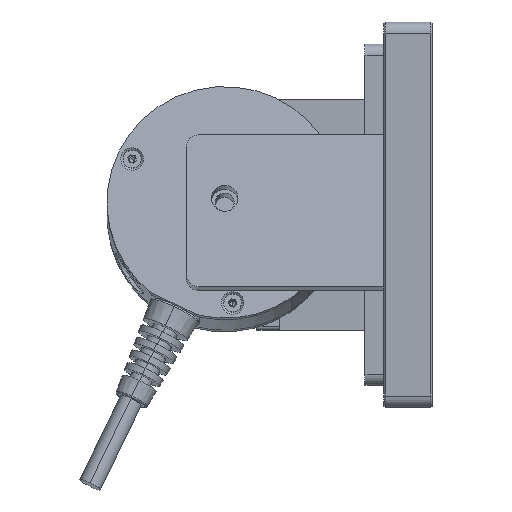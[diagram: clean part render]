
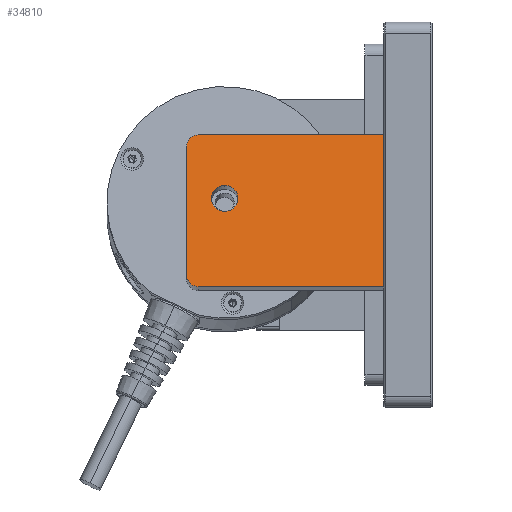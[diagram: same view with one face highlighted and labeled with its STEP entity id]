
A CAD part, left-side view. The second image highlights one B-rep face of the part: STEP entity #34810.
In plain terms, the highlighted face is planar.
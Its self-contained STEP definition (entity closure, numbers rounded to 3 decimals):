
#425 = VECTOR ( 'NONE', #4182, 1000. ) ;
#1131 = DIRECTION ( 'NONE',  ( -0.985, 0., 0.174 ) ) ;
#1329 = DIRECTION ( 'NONE',  ( 0.174, 0., 0.985 ) ) ;
#1601 = CARTESIAN_POINT ( 'NONE',  ( 0.843, 42., 23.944 ) ) ;
#2827 = PLANE ( 'NONE',  #20725 ) ;
#2977 = AXIS2_PLACEMENT_3D ( 'NONE', #27857, #19293, #22278 ) ;
#3792 = CARTESIAN_POINT ( 'NONE',  ( 18.087, 52., 20.903 ) ) ;
#4182 = DIRECTION ( 'NONE',  ( 0.985, 0., -0.174 ) ) ;
#4831 = VECTOR ( 'NONE', #17463, 1000. ) ;
#5127 = VECTOR ( 'NONE', #11261, 1000. ) ;
#5179 = AXIS2_PLACEMENT_3D ( 'NONE', #29905, #21698, #1131 ) ;
#5458 = LINE ( 'NONE', #16887, #5127 ) ;
#6123 = VERTEX_POINT ( 'NONE', #1601 ) ;
#6424 = VECTOR ( 'NONE', #30967, 1000. ) ;
#7997 = EDGE_CURVE ( 'NONE', #25365, #25364, #30158, .T. ) ;
#8320 = EDGE_CURVE ( 'NONE', #17475, #33606, #5458, .T. ) ;
#9053 = EDGE_CURVE ( 'NONE', #9767, #11486, #36776, .T. ) ;
#9365 = DIRECTION ( 'NONE',  ( 0.985, 0., -0.174 ) ) ;
#9520 = CIRCLE ( 'NONE', #2977, 3.5 ) ;
#9767 = VERTEX_POINT ( 'NONE', #26610 ) ;
#9833 = CARTESIAN_POINT ( 'NONE',  ( 21.042, 0., 20.382 ) ) ;
#10843 = FACE_BOUND ( 'NONE', #28805, .T. ) ;
#11261 = DIRECTION ( 'NONE',  ( 0.985, 0., -0.174 ) ) ;
#11486 = VERTEX_POINT ( 'NONE', #3792 ) ;
#14543 = LINE ( 'NONE', #22405, #6424 ) ;
#15225 = EDGE_CURVE ( 'NONE', #6123, #23252, #27035, .T. ) ;
#16138 = EDGE_LOOP ( 'NONE', ( #22795, #36804, #16314, #30666, #30839, #23358 ) ) ;
#16314 = ORIENTED_EDGE ( 'NONE', *, *, #36737, .T. ) ;
#16887 = CARTESIAN_POINT ( 'NONE',  ( 4.12, 0., 23.366 ) ) ;
#17463 = DIRECTION ( 'NONE',  ( 0., -1., 0. ) ) ;
#17475 = VERTEX_POINT ( 'NONE', #20288 ) ;
#17843 = CARTESIAN_POINT ( 'NONE',  ( 21.042, 52., 20.382 ) ) ;
#18728 = EDGE_CURVE ( 'NONE', #25365, #11486, #27699, .T. ) ;
#18849 = AXIS2_PLACEMENT_3D ( 'NONE', #29731, #1329, #21530 ) ;
#19226 = CARTESIAN_POINT ( 'NONE',  ( 7.737, 42., 22.728 ) ) ;
#19293 = DIRECTION ( 'NONE',  ( 0.174, 0., 0.985 ) ) ;
#20288 = CARTESIAN_POINT ( 'NONE',  ( -18.958, 0., 27.435 ) ) ;
#20725 = AXIS2_PLACEMENT_3D ( 'NONE', #25434, #33482, #22459 ) ;
#21530 = DIRECTION ( 'NONE',  ( -0.985, 0., 0.174 ) ) ;
#21698 = DIRECTION ( 'NONE',  ( 0.174, 0., 0.985 ) ) ;
#22278 = DIRECTION ( 'NONE',  ( 0.985, 0., -0.174 ) ) ;
#22405 = CARTESIAN_POINT ( 'NONE',  ( -18.958, 52., 27.435 ) ) ;
#22459 = DIRECTION ( 'NONE',  ( -0.985, 0., 0.174 ) ) ;
#22795 = ORIENTED_EDGE ( 'NONE', *, *, #18728, .F. ) ;
#23252 = VERTEX_POINT ( 'NONE', #19226 ) ;
#23358 = ORIENTED_EDGE ( 'NONE', *, *, #9053, .T. ) ;
#24002 = CARTESIAN_POINT ( 'NONE',  ( 4.29, 42., 23.336 ) ) ;
#24952 = EDGE_CURVE ( 'NONE', #23252, #6123, #9520, .T. ) ;
#25364 = VERTEX_POINT ( 'NONE', #35666 ) ;
#25365 = VERTEX_POINT ( 'NONE', #32888 ) ;
#25434 = CARTESIAN_POINT ( 'NONE',  ( 4.12, 52., 23.366 ) ) ;
#25619 = EDGE_CURVE ( 'NONE', #9767, #33606, #34281, .T. ) ;
#26610 = CARTESIAN_POINT ( 'NONE',  ( 21.042, 49., 20.382 ) ) ;
#27035 = CIRCLE ( 'NONE', #28222, 3.5 ) ;
#27699 = LINE ( 'NONE', #29790, #425 ) ;
#27857 = CARTESIAN_POINT ( 'NONE',  ( 4.29, 42., 23.336 ) ) ;
#28033 = ORIENTED_EDGE ( 'NONE', *, *, #15225, .F. ) ;
#28222 = AXIS2_PLACEMENT_3D ( 'NONE', #24002, #35696, #9365 ) ;
#28805 = EDGE_LOOP ( 'NONE', ( #29737, #28033 ) ) ;
#29731 = CARTESIAN_POINT ( 'NONE',  ( -16.004, 49., 26.914 ) ) ;
#29737 = ORIENTED_EDGE ( 'NONE', *, *, #24952, .F. ) ;
#29790 = CARTESIAN_POINT ( 'NONE',  ( 4.12, 52., 23.366 ) ) ;
#29905 = CARTESIAN_POINT ( 'NONE',  ( 18.087, 49., 20.903 ) ) ;
#30158 = CIRCLE ( 'NONE', #18849, 3. ) ;
#30666 = ORIENTED_EDGE ( 'NONE', *, *, #8320, .T. ) ;
#30839 = ORIENTED_EDGE ( 'NONE', *, *, #25619, .F. ) ;
#30967 = DIRECTION ( 'NONE',  ( 0., -1., 0. ) ) ;
#32888 = CARTESIAN_POINT ( 'NONE',  ( -16.004, 52., 26.914 ) ) ;
#33482 = DIRECTION ( 'NONE',  ( -0.174, 0., -0.985 ) ) ;
#33606 = VERTEX_POINT ( 'NONE', #9833 ) ;
#33646 = FACE_OUTER_BOUND ( 'NONE', #16138, .T. ) ;
#34281 = LINE ( 'NONE', #17843, #4831 ) ;
#34810 = ADVANCED_FACE ( 'NONE', ( #10843, #33646 ), #2827, .F. ) ;
#35666 = CARTESIAN_POINT ( 'NONE',  ( -18.958, 49., 27.435 ) ) ;
#35696 = DIRECTION ( 'NONE',  ( 0.174, 0., 0.985 ) ) ;
#36737 = EDGE_CURVE ( 'NONE', #25364, #17475, #14543, .T. ) ;
#36776 = CIRCLE ( 'NONE', #5179, 3. ) ;
#36804 = ORIENTED_EDGE ( 'NONE', *, *, #7997, .T. ) ;
